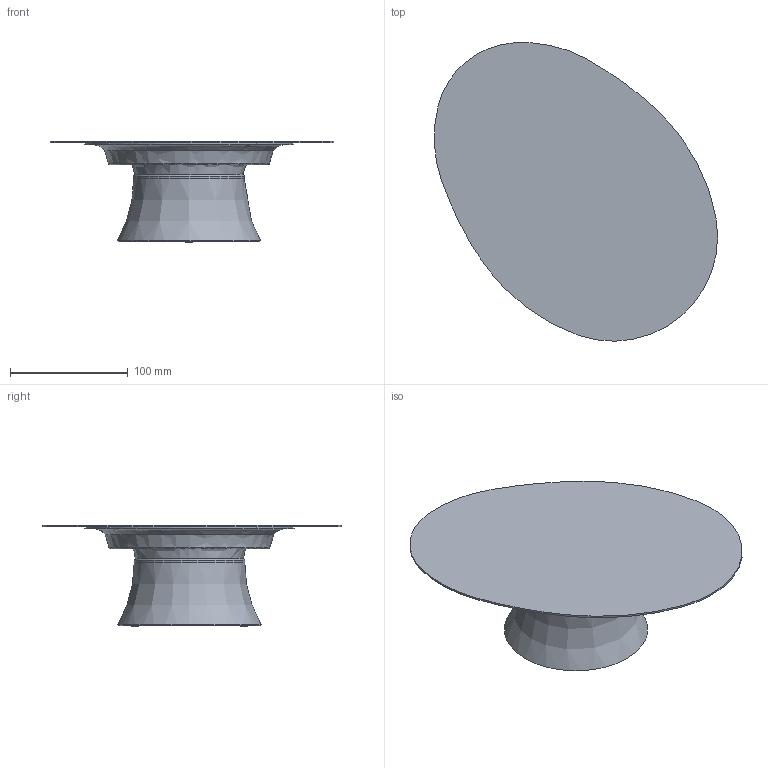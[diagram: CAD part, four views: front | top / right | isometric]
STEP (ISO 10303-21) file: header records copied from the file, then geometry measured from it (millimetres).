
FILE_DESCRIPTION (( 'STEP AP203' ), '1' );
FILE_NAME ('RDFAK01L.STEP', '2016-10-03T15:02:09', ( '' ), ( '' ), 'SwSTEP 2.0', 'SolidWorks 2012', '' );
FILE_SCHEMA (( 'CONFIG_CONTROL_DESIGN' ));
Length unit declared in the file: inch
Products named in the file (1): RDFAK01L
Bounding box: 240.91 x 253.79 x 86.38 mm (x, y, z)
Surface area: 159112.6 mm2 (no closed solid volume)
Topology: 0 solids, 11 shells, 52 faces, 164 edges, 123 vertices
Faces by surface type: cylinder 23, bspline 13, cone 8, plane 8
Full cylindrical faces by diameter (mm): 2.794 x2, 4.826 x2, 22.225 x1, 93.98 x1, 115.57 x1, 127 x1, 178.411 x1
Entity records: 4198 total; most frequent: CARTESIAN_POINT 2889, DIRECTION 252, ORIENTED_EDGE 182, EDGE_CURVE 122, AXIS2_PLACEMENT_3D 113, VERTEX_POINT 112, EDGE_LOOP 99, FACE_OUTER_BOUND 74
